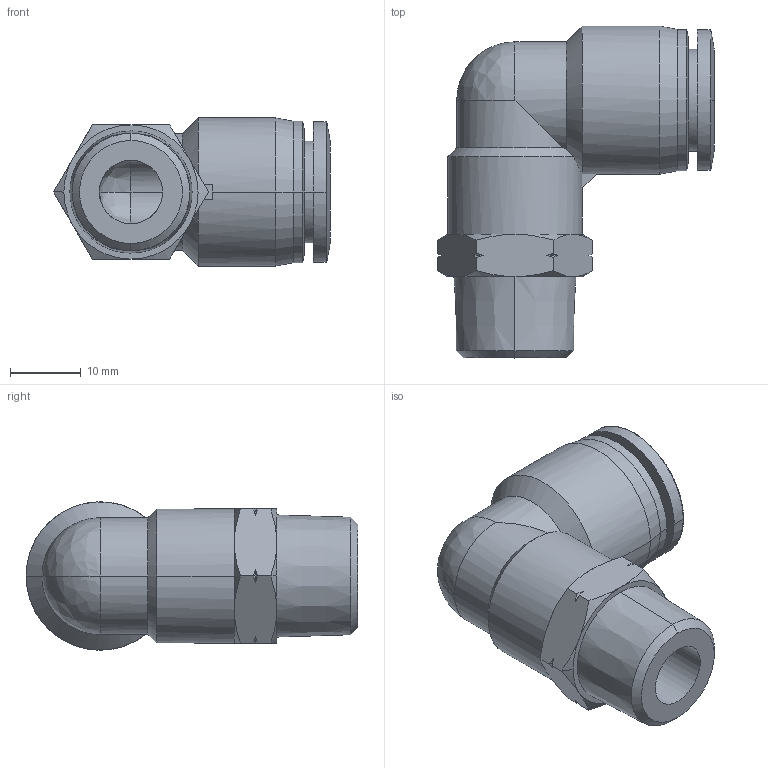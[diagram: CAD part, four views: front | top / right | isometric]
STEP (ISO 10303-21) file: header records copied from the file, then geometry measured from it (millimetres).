
FILE_DESCRIPTION (( 'STEP AP214' ), '1' );
FILE_NAME ('ME12-38N.step', '2016-02-24T20:41:05', ( '' ), ( '' ), 'SwSTEP 2.0', 'SolidWorks 2015', '' );
FILE_SCHEMA (( 'AUTOMOTIVE_DESIGN' ));
Length unit declared in the file: inch
Products named in the file (1): ME12-38N
Bounding box: 39.22 x 47 x 21 mm (x, y, z)
Volume: 11660.5 mm3; surface area: 6566.5 mm2
Topology: 1 solids, 1 shells, 85 faces, 206 edges, 122 vertices
Faces by surface type: cone 43, cylinder 20, plane 14, bspline 8
Entity records: 4896 total; most frequent: CARTESIAN_POINT 1956, ORIENTED_EDGE 404, DIRECTION 329, EDGE_CURVE 202, AXIS2_PLACEMENT_3D 138, VERTEX_POINT 122, EDGE_LOOP 90, DIMENSIONAL_EXPONENTS 88
